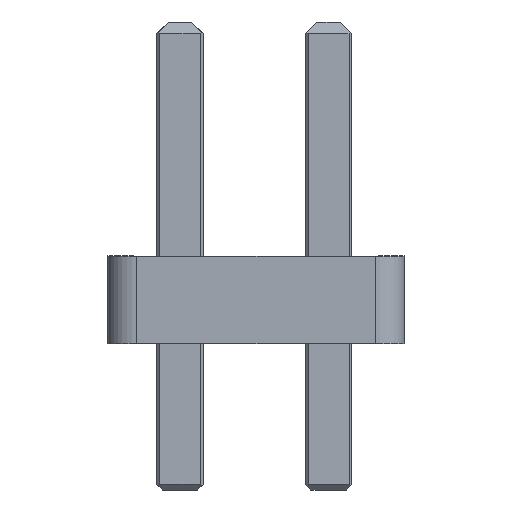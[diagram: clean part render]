
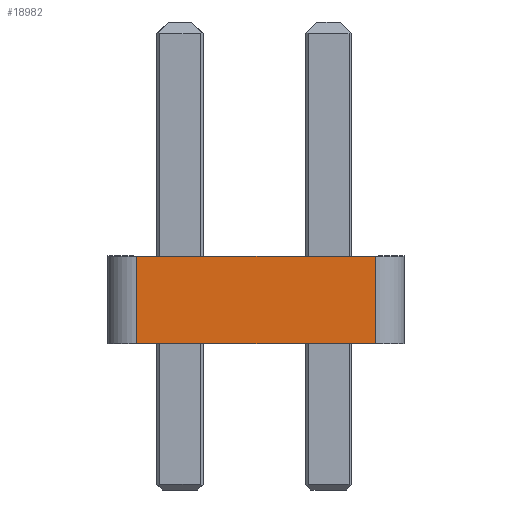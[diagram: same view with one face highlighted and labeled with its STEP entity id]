
A CAD part, left-side view. The second image highlights one B-rep face of the part: STEP entity #18982.
In plain terms, the highlighted planar face has unit normal (-1, 0, 0).
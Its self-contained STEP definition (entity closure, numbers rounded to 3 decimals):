
#1342=FACE_OUTER_BOUND('',#2381,.T.);
#2381=EDGE_LOOP('',(#16709,#16710,#16711,#16712));
#4756=LINE('',#30186,#7236);
#4757=LINE('',#30191,#7237);
#4758=LINE('',#30194,#7238);
#4759=LINE('',#30195,#7239);
#7236=VECTOR('',#24799,10.);
#7237=VECTOR('',#24806,10.);
#7238=VECTOR('',#24809,10.);
#7239=VECTOR('',#24810,10.);
#9050=VERTEX_POINT('',#30183);
#9051=VERTEX_POINT('',#30185);
#9052=VERTEX_POINT('',#30189);
#9053=VERTEX_POINT('',#30193);
#11624=EDGE_CURVE('',#9051,#9050,#4756,.T.);
#11627=EDGE_CURVE('',#9051,#9052,#4757,.T.);
#11628=EDGE_CURVE('',#9053,#9050,#4758,.T.);
#11629=EDGE_CURVE('',#9052,#9053,#4759,.T.);
#16709=ORIENTED_EDGE('',*,*,#11627,.F.);
#16710=ORIENTED_EDGE('',*,*,#11624,.T.);
#16711=ORIENTED_EDGE('',*,*,#11628,.F.);
#16712=ORIENTED_EDGE('',*,*,#11629,.F.);
#17968=PLANE('',#20226);
#18982=ADVANCED_FACE('',(#1342),#17968,.T.);
#20226=AXIS2_PLACEMENT_3D('',#30192,#24807,#24808);
#24799=DIRECTION('',(0.,-1.,0.));
#24806=DIRECTION('',(0.,0.,1.));
#24807=DIRECTION('center_axis',(-1.,0.,0.));
#24808=DIRECTION('ref_axis',(0.,0.,1.));
#24809=DIRECTION('',(0.,0.,-1.));
#24810=DIRECTION('',(0.,-1.,0.));
#30183=CARTESIAN_POINT('',(-25.4,-2.04,0.));
#30185=CARTESIAN_POINT('',(-25.4,2.04,0.));
#30186=CARTESIAN_POINT('',(-25.4,2.04,0.));
#30189=CARTESIAN_POINT('',(-25.4,2.04,1.5));
#30191=CARTESIAN_POINT('',(-25.4,2.04,0.));
#30192=CARTESIAN_POINT('Origin',(-25.4,0.,-0.01));
#30193=CARTESIAN_POINT('',(-25.4,-2.04,1.5));
#30194=CARTESIAN_POINT('',(-25.4,-2.04,1.5));
#30195=CARTESIAN_POINT('',(-25.4,2.04,1.5));
